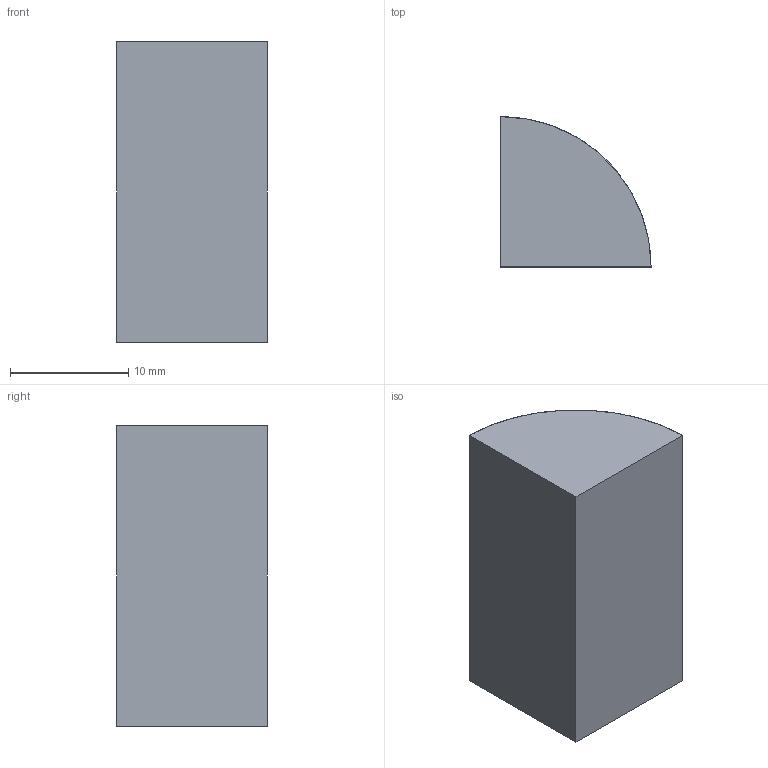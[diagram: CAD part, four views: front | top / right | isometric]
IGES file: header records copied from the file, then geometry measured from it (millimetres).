
Start section: SolidWorks IGES file using analytic representation for surfaces
Global section: file name: Kinematic_Quarter_Round_1.00.IGS; native system: SolidWorks 2006 by SolidWorks Corporation; preprocessor: SolidWorks 2006 by SolidWorks Corporation; author: rvillegas; date: 070116.213113; units: inch
Bounding box: 12.7 x 12.7 x 25.4 mm (x, y, z)
Surface area: 1405.2 mm2 (no closed solid volume)
Topology: 0 solids, 0 shells, 5 faces, 32 edges, 32 vertices
Faces by surface type: bspline 4, revolution 1
